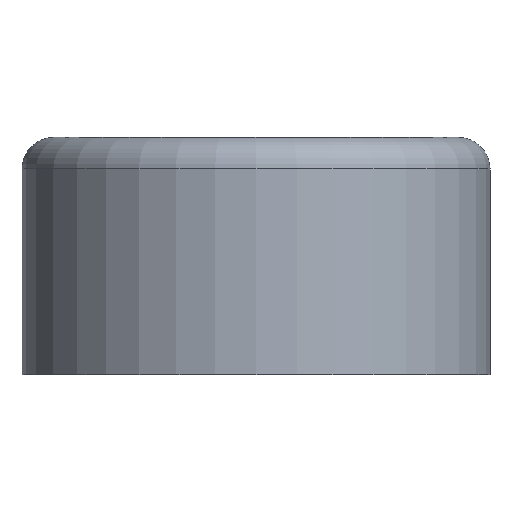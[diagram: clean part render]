
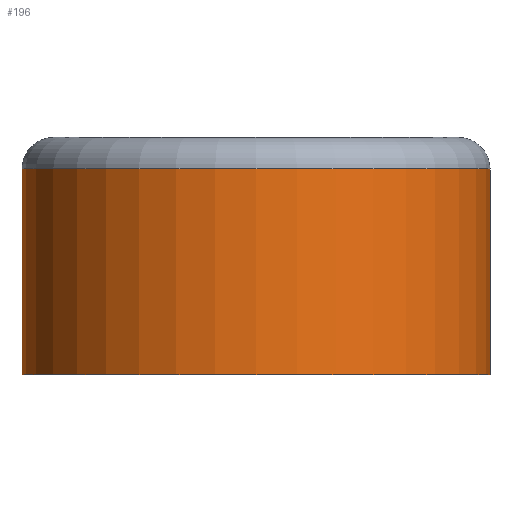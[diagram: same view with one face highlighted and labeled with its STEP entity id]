
A CAD part, front view. The second image highlights one B-rep face of the part: STEP entity #196.
In plain terms, the highlighted cylindrical face has radius 18.821 mm (diameter 37.643 mm), a partial arc.
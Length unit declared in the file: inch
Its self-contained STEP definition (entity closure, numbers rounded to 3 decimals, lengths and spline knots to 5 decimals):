
#155=CARTESIAN_POINT('',(0.0,0.0,0.0));
#156=DIRECTION('',(0.0,0.0,1.0));
#157=DIRECTION('',(1.0,0.0,0.0));
#158=AXIS2_PLACEMENT_3D('',#155,#156,#157);
#159=CYLINDRICAL_SURFACE('',#158,0.741);
#160=CARTESIAN_POINT('',(0.741,0.,0.651));
#161=VERTEX_POINT('',#160);
#162=CARTESIAN_POINT('',(0.741,0.0,0.0));
#163=VERTEX_POINT('',#162);
#164=CARTESIAN_POINT('',(0.741,0.0,0.651));
#165=DIRECTION('',(0.0,0.0,-1.0));
#166=VECTOR('',#165,0.651);
#167=LINE('',#164,#166);
#168=EDGE_CURVE('',#161,#163,#167,.T.);
#169=ORIENTED_EDGE('',*,*,#168,.F.);
#170=CARTESIAN_POINT('',(-0.741,0.0,0.651));
#171=VERTEX_POINT('',#170);
#172=CARTESIAN_POINT('',(0.0,0.0,0.651));
#173=DIRECTION('',(0.0,0.0,1.0));
#174=DIRECTION('',(-1.0,0.0,0.0));
#175=AXIS2_PLACEMENT_3D('',#172,#173,#174);
#176=CIRCLE('',#175,0.741);
#177=EDGE_CURVE('',#171,#161,#176,.T.);
#178=ORIENTED_EDGE('',*,*,#177,.F.);
#179=CARTESIAN_POINT('',(-0.741,0.,0.0));
#180=VERTEX_POINT('',#179);
#181=CARTESIAN_POINT('',(-0.741,0.,0.651));
#182=DIRECTION('',(0.0,0.0,-1.0));
#183=VECTOR('',#182,0.651);
#184=LINE('',#181,#183);
#185=EDGE_CURVE('',#171,#180,#184,.T.);
#186=ORIENTED_EDGE('',*,*,#185,.T.);
#187=CARTESIAN_POINT('',(0.0,0.0,0.0));
#188=DIRECTION('',(0.0,0.0,1.0));
#189=DIRECTION('',(1.0,0.0,0.0));
#190=AXIS2_PLACEMENT_3D('',#187,#188,#189);
#191=CIRCLE('',#190,0.741);
#192=EDGE_CURVE('',#180,#163,#191,.T.);
#193=ORIENTED_EDGE('',*,*,#192,.T.);
#194=EDGE_LOOP('',(#169,#178,#186,#193));
#195=FACE_OUTER_BOUND('',#194,.T.);
#196=ADVANCED_FACE('',(#195),#159,.T.);
